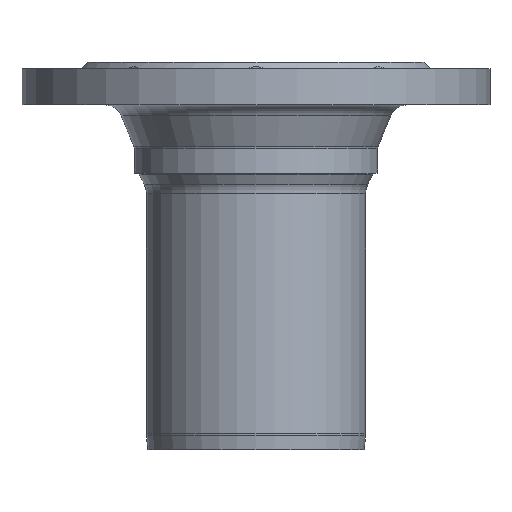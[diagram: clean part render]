
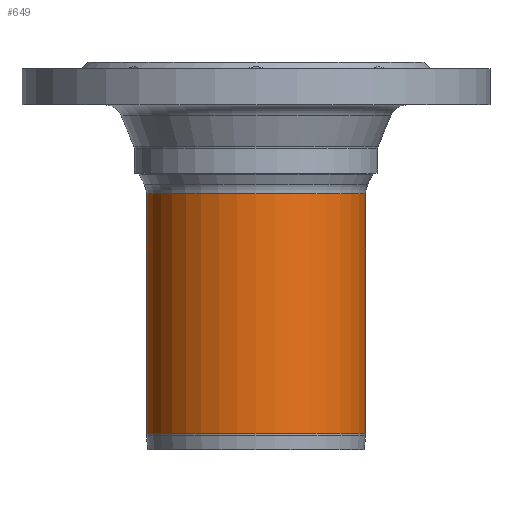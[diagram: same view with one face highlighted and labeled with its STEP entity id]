
A CAD part, front view. The second image highlights one B-rep face of the part: STEP entity #649.
In plain terms, the highlighted cylindrical face has radius 515 mm (diameter 1030 mm), a full revolution.
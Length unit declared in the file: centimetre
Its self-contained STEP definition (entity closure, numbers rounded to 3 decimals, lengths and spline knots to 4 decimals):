
#68=LINE('',#1246,#89);
#89=VECTOR('',#923,51.5);
#108=CYLINDRICAL_SURFACE('',#731,51.5);
#129=FACE_OUTER_BOUND('',#172,.T.);
#172=EDGE_LOOP('',(#560,#561,#562,#563,#564,#565));
#231=CIRCLE('',#732,51.5);
#232=CIRCLE('',#733,51.5);
#233=CIRCLE('',#734,51.5);
#234=CIRCLE('',#735,51.5);
#301=VERTEX_POINT('',#1241);
#302=VERTEX_POINT('',#1242);
#303=VERTEX_POINT('',#1245);
#304=VERTEX_POINT('',#1247);
#390=EDGE_CURVE('',#301,#302,#231,.T.);
#391=EDGE_CURVE('',#302,#301,#232,.T.);
#392=EDGE_CURVE('',#302,#303,#68,.T.);
#393=EDGE_CURVE('',#303,#304,#233,.T.);
#394=EDGE_CURVE('',#304,#303,#234,.T.);
#560=ORIENTED_EDGE('',*,*,#390,.F.);
#561=ORIENTED_EDGE('',*,*,#391,.F.);
#562=ORIENTED_EDGE('',*,*,#392,.T.);
#563=ORIENTED_EDGE('',*,*,#393,.T.);
#564=ORIENTED_EDGE('',*,*,#394,.T.);
#565=ORIENTED_EDGE('',*,*,#392,.F.);
#649=ADVANCED_FACE('',(#129),#108,.T.);
#731=AXIS2_PLACEMENT_3D('',#1240,#917,#918);
#732=AXIS2_PLACEMENT_3D('',#1243,#919,#920);
#733=AXIS2_PLACEMENT_3D('',#1244,#921,#922);
#734=AXIS2_PLACEMENT_3D('',#1248,#924,#925);
#735=AXIS2_PLACEMENT_3D('',#1249,#926,#927);
#917=DIRECTION('center_axis',(0.,0.,-1.));
#918=DIRECTION('ref_axis',(-1.,0.,0.));
#919=DIRECTION('center_axis',(0.,0.,-1.));
#920=DIRECTION('ref_axis',(1.,0.,0.));
#921=DIRECTION('center_axis',(0.,0.,-1.));
#922=DIRECTION('ref_axis',(1.,0.,0.));
#923=DIRECTION('',(0.,0.,1.));
#924=DIRECTION('center_axis',(0.,0.,-1.));
#925=DIRECTION('ref_axis',(1.,0.,0.));
#926=DIRECTION('center_axis',(0.,0.,-1.));
#927=DIRECTION('ref_axis',(1.,0.,0.));
#1240=CARTESIAN_POINT('Origin',(701.5113,155.0351,60.4948));
#1241=CARTESIAN_POINT('',(701.5113,103.5351,4.0886));
#1242=CARTESIAN_POINT('',(753.0113,155.0351,4.0886));
#1243=CARTESIAN_POINT('Origin',(701.5113,155.0351,4.0886));
#1244=CARTESIAN_POINT('Origin',(701.5113,155.0351,4.0886));
#1245=CARTESIAN_POINT('',(753.0113,155.0351,116.901));
#1246=CARTESIAN_POINT('',(753.0113,155.0351,60.4948));
#1247=CARTESIAN_POINT('',(701.5113,103.5351,116.901));
#1248=CARTESIAN_POINT('Origin',(701.5113,155.0351,116.901));
#1249=CARTESIAN_POINT('Origin',(701.5113,155.0351,116.901));
